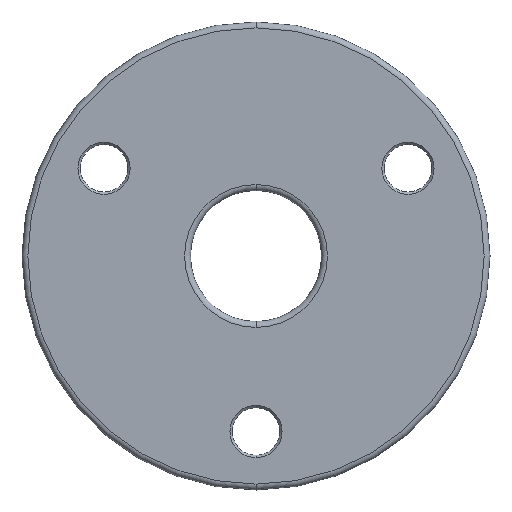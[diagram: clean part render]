
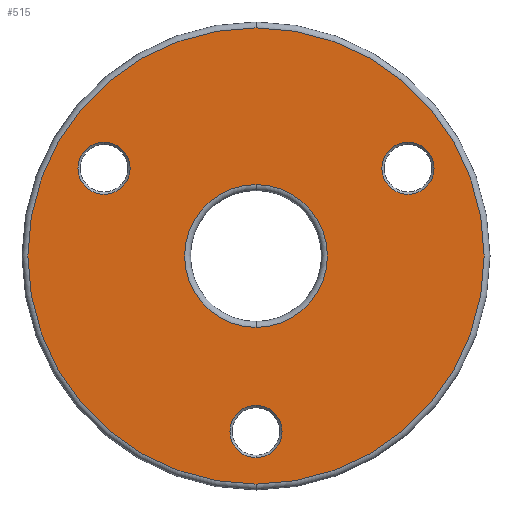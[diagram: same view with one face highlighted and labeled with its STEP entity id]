
A CAD part, front view. The second image highlights one B-rep face of the part: STEP entity #515.
In plain terms, the highlighted planar face has unit normal (0, -1, 0).
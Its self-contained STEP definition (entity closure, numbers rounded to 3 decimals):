
#33 = DIRECTION ( 'NONE',  ( 0., 0., 1. ) ) ;
#41 = CARTESIAN_POINT ( 'NONE',  ( 64.952, -12.5, 48.65 ) ) ;
#59 = ORIENTED_EDGE ( 'NONE', *, *, #618, .T. ) ;
#60 = FACE_BOUND ( 'NONE', #528, .T. ) ;
#72 = CARTESIAN_POINT ( 'NONE',  ( 64.952, -12.5, 37.5 ) ) ;
#73 = DIRECTION ( 'NONE',  ( 0., 0., 1. ) ) ;
#81 = CARTESIAN_POINT ( 'NONE',  ( 0., -12.5, 97.5 ) ) ;
#100 = DIRECTION ( 'NONE',  ( 0., 0., 1. ) ) ;
#103 = CIRCLE ( 'NONE', #228, 11.15 ) ;
#108 = AXIS2_PLACEMENT_3D ( 'NONE', #761, #825, #612 ) ;
#120 = FACE_BOUND ( 'NONE', #697, .T. ) ;
#125 = ORIENTED_EDGE ( 'NONE', *, *, #328, .T. ) ;
#136 = CARTESIAN_POINT ( 'NONE',  ( 0., -12.5, 0. ) ) ;
#138 = VERTEX_POINT ( 'NONE', #430 ) ;
#144 = DIRECTION ( 'NONE',  ( 0., 1., 0. ) ) ;
#166 = EDGE_CURVE ( 'NONE', #826, #772, #377, .T. ) ;
#167 = CIRCLE ( 'NONE', #108, 30.5 ) ;
#168 = CARTESIAN_POINT ( 'NONE',  ( 0., -12.5, 0. ) ) ;
#190 = CARTESIAN_POINT ( 'NONE',  ( 64.952, -12.5, 37.5 ) ) ;
#208 = FACE_BOUND ( 'NONE', #614, .T. ) ;
#215 = EDGE_LOOP ( 'NONE', ( #355, #876 ) ) ;
#218 = CARTESIAN_POINT ( 'NONE',  ( -64.952, -12.5, 37.5 ) ) ;
#222 = PLANE ( 'NONE',  #495 ) ;
#228 = AXIS2_PLACEMENT_3D ( 'NONE', #699, #339, #529 ) ;
#237 = ORIENTED_EDGE ( 'NONE', *, *, #265, .T. ) ;
#249 = DIRECTION ( 'NONE',  ( 0., 1., 0. ) ) ;
#259 = AXIS2_PLACEMENT_3D ( 'NONE', #168, #249, #33 ) ;
#265 = EDGE_CURVE ( 'NONE', #902, #138, #507, .T. ) ;
#290 = DIRECTION ( 'NONE',  ( 0., 0., 1. ) ) ;
#310 = ORIENTED_EDGE ( 'NONE', *, *, #791, .T. ) ;
#328 = EDGE_CURVE ( 'NONE', #908, #869, #840, .T. ) ;
#332 = CARTESIAN_POINT ( 'NONE',  ( 0., -12.5, -97.5 ) ) ;
#339 = DIRECTION ( 'NONE',  ( 0., 1., 0. ) ) ;
#355 = ORIENTED_EDGE ( 'NONE', *, *, #929, .T. ) ;
#357 = DIRECTION ( 'NONE',  ( 0., -1., 0. ) ) ;
#359 = DIRECTION ( 'NONE',  ( 0., 0., 1. ) ) ;
#368 = DIRECTION ( 'NONE',  ( 0., 1., 0. ) ) ;
#373 = CARTESIAN_POINT ( 'NONE',  ( 0., -12.5, -63.85 ) ) ;
#377 = CIRCLE ( 'NONE', #687, 11.15 ) ;
#381 = CIRCLE ( 'NONE', #670, 11.15 ) ;
#387 = AXIS2_PLACEMENT_3D ( 'NONE', #190, #554, #615 ) ;
#397 = VERTEX_POINT ( 'NONE', #41 ) ;
#420 = EDGE_CURVE ( 'NONE', #138, #902, #167, .T. ) ;
#430 = CARTESIAN_POINT ( 'NONE',  ( 0., -12.5, -30.5 ) ) ;
#433 = EDGE_CURVE ( 'NONE', #846, #611, #688, .T. ) ;
#438 = CARTESIAN_POINT ( 'NONE',  ( 0., -12.5, 0. ) ) ;
#458 = DIRECTION ( 'NONE',  ( 0., 1., 0. ) ) ;
#474 = DIRECTION ( 'NONE',  ( 0., 0., 1. ) ) ;
#479 = AXIS2_PLACEMENT_3D ( 'NONE', #136, #843, #474 ) ;
#483 = FACE_BOUND ( 'NONE', #521, .T. ) ;
#487 = DIRECTION ( 'NONE',  ( 0., 0., 1. ) ) ;
#490 = ORIENTED_EDGE ( 'NONE', *, *, #643, .T. ) ;
#495 = AXIS2_PLACEMENT_3D ( 'NONE', #922, #504, #290 ) ;
#503 = CARTESIAN_POINT ( 'NONE',  ( 0., -12.5, -75. ) ) ;
#504 = DIRECTION ( 'NONE',  ( 0., 1., 0. ) ) ;
#506 = AXIS2_PLACEMENT_3D ( 'NONE', #438, #357, #487 ) ;
#507 = CIRCLE ( 'NONE', #259, 30.5 ) ;
#515 = ADVANCED_FACE ( 'NONE', ( #120, #483, #60, #208, #705 ), #222, .F. ) ;
#519 = AXIS2_PLACEMENT_3D ( 'NONE', #72, #144, #359 ) ;
#521 = EDGE_LOOP ( 'NONE', ( #680, #310 ) ) ;
#528 = EDGE_LOOP ( 'NONE', ( #125, #59 ) ) ;
#529 = DIRECTION ( 'NONE',  ( 0., 0., 1. ) ) ;
#554 = DIRECTION ( 'NONE',  ( 0., 1., 0. ) ) ;
#585 = CARTESIAN_POINT ( 'NONE',  ( 64.952, -12.5, 26.35 ) ) ;
#603 = CARTESIAN_POINT ( 'NONE',  ( -64.952, -12.5, 48.65 ) ) ;
#611 = VERTEX_POINT ( 'NONE', #81 ) ;
#612 = DIRECTION ( 'NONE',  ( 0., 0., 1. ) ) ;
#614 = EDGE_LOOP ( 'NONE', ( #237, #833 ) ) ;
#615 = DIRECTION ( 'NONE',  ( 0., 0., 1. ) ) ;
#618 = EDGE_CURVE ( 'NONE', #869, #908, #381, .T. ) ;
#619 = CARTESIAN_POINT ( 'NONE',  ( 0., -12.5, 30.5 ) ) ;
#641 = DIRECTION ( 'NONE',  ( 0., 0., 1. ) ) ;
#643 = EDGE_CURVE ( 'NONE', #704, #397, #799, .T. ) ;
#670 = AXIS2_PLACEMENT_3D ( 'NONE', #218, #368, #641 ) ;
#680 = ORIENTED_EDGE ( 'NONE', *, *, #166, .T. ) ;
#684 = CIRCLE ( 'NONE', #506, 97.5 ) ;
#687 = AXIS2_PLACEMENT_3D ( 'NONE', #503, #717, #73 ) ;
#688 = CIRCLE ( 'NONE', #479, 97.5 ) ;
#694 = AXIS2_PLACEMENT_3D ( 'NONE', #868, #458, #100 ) ;
#697 = EDGE_LOOP ( 'NONE', ( #490, #709 ) ) ;
#699 = CARTESIAN_POINT ( 'NONE',  ( 0., -12.5, -75. ) ) ;
#704 = VERTEX_POINT ( 'NONE', #585 ) ;
#705 = FACE_OUTER_BOUND ( 'NONE', #215, .T. ) ;
#709 = ORIENTED_EDGE ( 'NONE', *, *, #855, .T. ) ;
#715 = CARTESIAN_POINT ( 'NONE',  ( -64.952, -12.5, 26.35 ) ) ;
#717 = DIRECTION ( 'NONE',  ( 0., 1., 0. ) ) ;
#761 = CARTESIAN_POINT ( 'NONE',  ( 0., -12.5, 0. ) ) ;
#772 = VERTEX_POINT ( 'NONE', #373 ) ;
#791 = EDGE_CURVE ( 'NONE', #772, #826, #103, .T. ) ;
#799 = CIRCLE ( 'NONE', #519, 11.15 ) ;
#825 = DIRECTION ( 'NONE',  ( 0., 1., 0. ) ) ;
#826 = VERTEX_POINT ( 'NONE', #913 ) ;
#833 = ORIENTED_EDGE ( 'NONE', *, *, #420, .T. ) ;
#840 = CIRCLE ( 'NONE', #694, 11.15 ) ;
#843 = DIRECTION ( 'NONE',  ( 0., -1., 0. ) ) ;
#845 = CIRCLE ( 'NONE', #387, 11.15 ) ;
#846 = VERTEX_POINT ( 'NONE', #332 ) ;
#855 = EDGE_CURVE ( 'NONE', #397, #704, #845, .T. ) ;
#868 = CARTESIAN_POINT ( 'NONE',  ( -64.952, -12.5, 37.5 ) ) ;
#869 = VERTEX_POINT ( 'NONE', #603 ) ;
#876 = ORIENTED_EDGE ( 'NONE', *, *, #433, .T. ) ;
#902 = VERTEX_POINT ( 'NONE', #619 ) ;
#908 = VERTEX_POINT ( 'NONE', #715 ) ;
#913 = CARTESIAN_POINT ( 'NONE',  ( 0., -12.5, -86.15 ) ) ;
#922 = CARTESIAN_POINT ( 'NONE',  ( 0., -12.5, 0. ) ) ;
#929 = EDGE_CURVE ( 'NONE', #611, #846, #684, .T. ) ;
